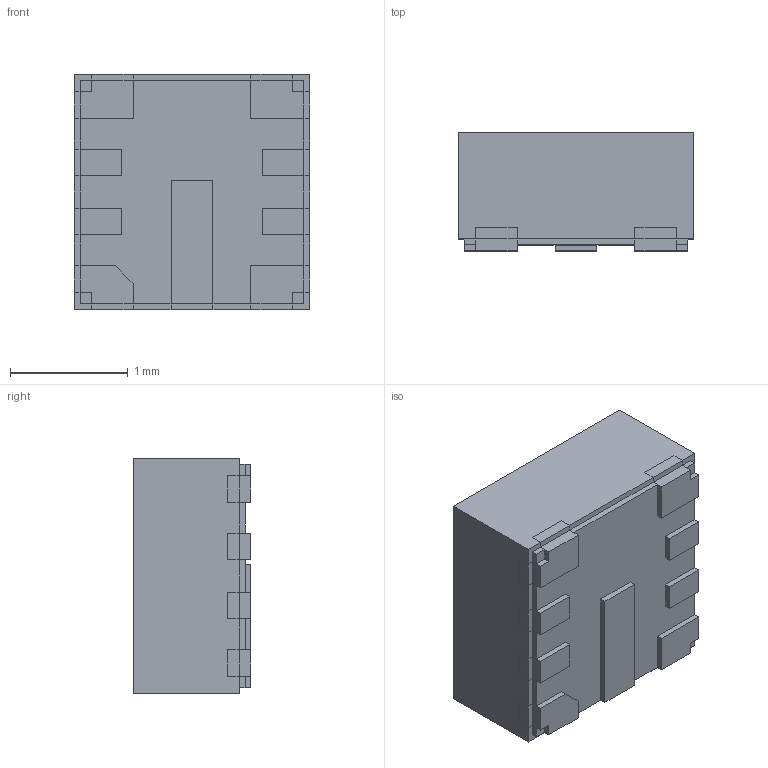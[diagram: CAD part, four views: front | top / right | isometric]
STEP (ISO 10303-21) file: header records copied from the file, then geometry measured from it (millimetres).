
FILE_DESCRIPTION (( 'STEP AP214' ), '1' );
FILE_NAME ('RPE9.STEP', '2024-04-16T06:23:47', ( '' ), ( '' ), 'SwSTEP 2.0', 'SolidWorks 2021', '' );
FILE_SCHEMA (( 'AUTOMOTIVE_DESIGN' ));
Length unit declared in the file: millimetre
Products named in the file (1): RPE9
Bounding box: 2 x 1 x 2 mm (x, y, z)
Volume: 3.8 mm3; surface area: 22.6 mm2
Topology: 11 solids, 11 shells, 177 faces, 462 edges, 308 vertices
Faces by surface type: plane 173, cylinder 4
Entity records: 5448 total; most frequent: CARTESIAN_POINT 948, ORIENTED_EDGE 924, DIRECTION 826, EDGE_CURVE 462, VECTOR 454, LINE 454, VERTEX_POINT 308, AXIS2_PLACEMENT_3D 186
